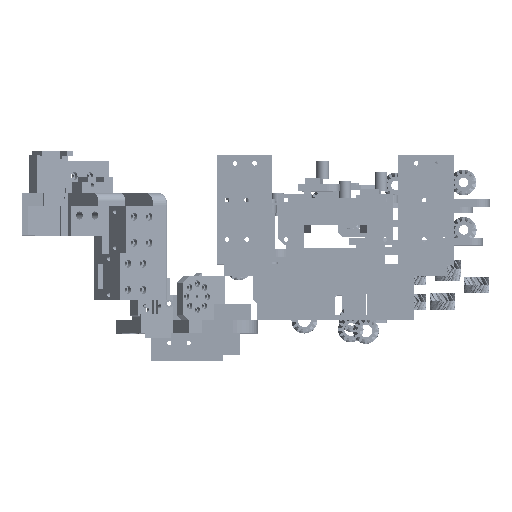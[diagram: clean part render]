
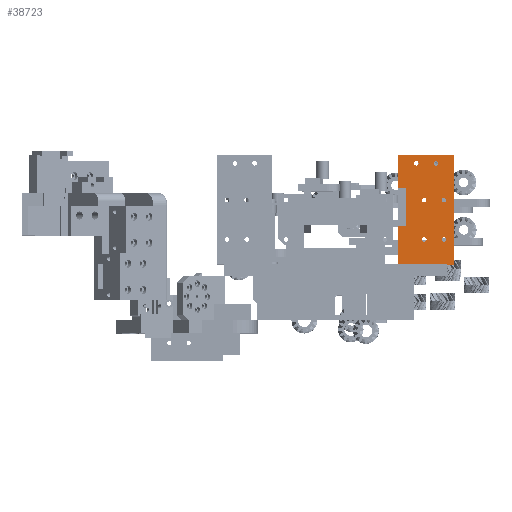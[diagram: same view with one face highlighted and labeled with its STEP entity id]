
A CAD part, top view. The second image highlights one B-rep face of the part: STEP entity #38723.
In plain terms, the highlighted planar face has unit normal (0, 0, 1).
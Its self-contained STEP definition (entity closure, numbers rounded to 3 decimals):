
#4715=FACE_BOUND('',#9839,.T.);
#4716=FACE_BOUND('',#9840,.T.);
#4717=FACE_BOUND('',#9841,.T.);
#4718=FACE_BOUND('',#9842,.T.);
#4719=FACE_BOUND('',#9843,.T.);
#4720=FACE_BOUND('',#9844,.T.);
#5461=PLANE('',#41567);
#7477=FACE_OUTER_BOUND('',#9838,.T.);
#9838=EDGE_LOOP('',(#34434,#34435,#34436,#34437,#34438,#34439,#34440,#34441,
#34442));
#9839=EDGE_LOOP('',(#34443));
#9840=EDGE_LOOP('',(#34444));
#9841=EDGE_LOOP('',(#34445));
#9842=EDGE_LOOP('',(#34446));
#9843=EDGE_LOOP('',(#34447));
#9844=EDGE_LOOP('',(#34448));
#11720=LINE('',#99187,#14081);
#12011=LINE('',#99947,#14372);
#12015=LINE('',#99955,#14376);
#12018=LINE('',#99961,#14379);
#12022=LINE('',#99968,#14383);
#12023=LINE('',#99970,#14384);
#12024=LINE('',#99972,#14385);
#12025=LINE('',#99974,#14386);
#12026=LINE('',#99975,#14387);
#14081=VECTOR('',#47214,10.);
#14372=VECTOR('',#47887,10.);
#14376=VECTOR('',#47893,10.);
#14379=VECTOR('',#47898,10.);
#14383=VECTOR('',#47906,10.);
#14384=VECTOR('',#47907,10.);
#14385=VECTOR('',#47908,10.);
#14386=VECTOR('',#47909,10.);
#14387=VECTOR('',#47910,10.);
#16039=CIRCLE('',#41311,1.4);
#16041=CIRCLE('',#41314,1.4);
#16043=CIRCLE('',#41317,1.4);
#16045=CIRCLE('',#41320,1.4);
#16047=CIRCLE('',#41323,1.4);
#16049=CIRCLE('',#41326,1.4);
#19017=VERTEX_POINT('',#98998);
#19019=VERTEX_POINT('',#99004);
#19021=VERTEX_POINT('',#99010);
#19023=VERTEX_POINT('',#99016);
#19025=VERTEX_POINT('',#99022);
#19027=VERTEX_POINT('',#99028);
#19086=VERTEX_POINT('',#99184);
#19087=VERTEX_POINT('',#99186);
#19364=VERTEX_POINT('',#99945);
#19365=VERTEX_POINT('',#99946);
#19368=VERTEX_POINT('',#99954);
#19370=VERTEX_POINT('',#99960);
#19372=VERTEX_POINT('',#99969);
#19373=VERTEX_POINT('',#99971);
#19374=VERTEX_POINT('',#99973);
#24069=EDGE_CURVE('',#19017,#19017,#16039,.T.);
#24072=EDGE_CURVE('',#19019,#19019,#16041,.T.);
#24075=EDGE_CURVE('',#19021,#19021,#16043,.T.);
#24078=EDGE_CURVE('',#19023,#19023,#16045,.T.);
#24081=EDGE_CURVE('',#19025,#19025,#16047,.T.);
#24084=EDGE_CURVE('',#19027,#19027,#16049,.T.);
#24159=EDGE_CURVE('',#19087,#19086,#11720,.T.);
#24529=EDGE_CURVE('',#19364,#19365,#12011,.T.);
#24533=EDGE_CURVE('',#19365,#19368,#12015,.T.);
#24536=EDGE_CURVE('',#19368,#19370,#12018,.T.);
#24540=EDGE_CURVE('',#19370,#19087,#12022,.T.);
#24541=EDGE_CURVE('',#19086,#19372,#12023,.T.);
#24542=EDGE_CURVE('',#19372,#19373,#12024,.T.);
#24543=EDGE_CURVE('',#19373,#19374,#12025,.T.);
#24544=EDGE_CURVE('',#19374,#19364,#12026,.T.);
#34434=ORIENTED_EDGE('',*,*,#24529,.T.);
#34435=ORIENTED_EDGE('',*,*,#24533,.T.);
#34436=ORIENTED_EDGE('',*,*,#24536,.T.);
#34437=ORIENTED_EDGE('',*,*,#24540,.T.);
#34438=ORIENTED_EDGE('',*,*,#24159,.T.);
#34439=ORIENTED_EDGE('',*,*,#24541,.T.);
#34440=ORIENTED_EDGE('',*,*,#24542,.T.);
#34441=ORIENTED_EDGE('',*,*,#24543,.T.);
#34442=ORIENTED_EDGE('',*,*,#24544,.T.);
#34443=ORIENTED_EDGE('',*,*,#24069,.T.);
#34444=ORIENTED_EDGE('',*,*,#24072,.T.);
#34445=ORIENTED_EDGE('',*,*,#24075,.T.);
#34446=ORIENTED_EDGE('',*,*,#24078,.T.);
#34447=ORIENTED_EDGE('',*,*,#24081,.T.);
#34448=ORIENTED_EDGE('',*,*,#24084,.T.);
#38723=ADVANCED_FACE('',(#7477,#4715,#4716,#4717,#4718,#4719,#4720),#5461,
 .F.);
#41311=AXIS2_PLACEMENT_3D('',#98999,#47034,#47035);
#41314=AXIS2_PLACEMENT_3D('',#99005,#47041,#47042);
#41317=AXIS2_PLACEMENT_3D('',#99011,#47048,#47049);
#41320=AXIS2_PLACEMENT_3D('',#99017,#47055,#47056);
#41323=AXIS2_PLACEMENT_3D('',#99023,#47062,#47063);
#41326=AXIS2_PLACEMENT_3D('',#99029,#47069,#47070);
#41567=AXIS2_PLACEMENT_3D('',#99967,#47904,#47905);
#47034=DIRECTION('center_axis',(0.,0.,-1.));
#47035=DIRECTION('ref_axis',(1.,0.,0.));
#47041=DIRECTION('center_axis',(0.,0.,-1.));
#47042=DIRECTION('ref_axis',(1.,0.,0.));
#47048=DIRECTION('center_axis',(0.,0.,-1.));
#47049=DIRECTION('ref_axis',(1.,0.,0.));
#47055=DIRECTION('center_axis',(0.,0.,-1.));
#47056=DIRECTION('ref_axis',(1.,0.,0.));
#47062=DIRECTION('center_axis',(0.,0.,-1.));
#47063=DIRECTION('ref_axis',(1.,0.,0.));
#47069=DIRECTION('center_axis',(0.,0.,-1.));
#47070=DIRECTION('ref_axis',(1.,0.,0.));
#47214=DIRECTION('',(1.,0.,0.));
#47887=DIRECTION('',(1.,0.,0.));
#47893=DIRECTION('',(0.,-1.,0.));
#47898=DIRECTION('',(-1.,0.,0.));
#47904=DIRECTION('center_axis',(0.,0.,-1.));
#47905=DIRECTION('ref_axis',(-1.,0.,0.));
#47906=DIRECTION('',(0.,-1.,0.));
#47907=DIRECTION('',(1.,0.,0.));
#47908=DIRECTION('',(0.,1.,0.));
#47909=DIRECTION('',(-1.,0.,0.));
#47910=DIRECTION('',(0.,-1.,0.));
#98998=CARTESIAN_POINT('',(83.899,47.25,-29.03));
#98999=CARTESIAN_POINT('Origin',(85.299,47.25,-29.03));
#99004=CARTESIAN_POINT('',(67.099,69.75,-29.03));
#99005=CARTESIAN_POINT('Origin',(68.499,69.75,-29.03));
#99010=CARTESIAN_POINT('',(71.899,23.25,-29.03));
#99011=CARTESIAN_POINT('Origin',(73.299,23.25,-29.03));
#99016=CARTESIAN_POINT('',(71.899,47.25,-29.03));
#99017=CARTESIAN_POINT('Origin',(73.299,47.25,-29.03));
#99022=CARTESIAN_POINT('',(79.099,69.75,-29.03));
#99023=CARTESIAN_POINT('Origin',(80.499,69.75,-29.03));
#99028=CARTESIAN_POINT('',(83.899,23.25,-29.03));
#99029=CARTESIAN_POINT('Origin',(85.299,23.25,-29.03));
#99184=CARTESIAN_POINT('',(87.099,8.,-29.03));
#99186=CARTESIAN_POINT('',(57.599,8.,-29.03));
#99187=CARTESIAN_POINT('',(91.599,8.,-29.03));
#99945=CARTESIAN_POINT('',(57.599,54.5,-29.03));
#99946=CARTESIAN_POINT('',(62.299,54.5,-29.03));
#99947=CARTESIAN_POINT('',(68.449,54.5,-29.03));
#99954=CARTESIAN_POINT('',(62.299,31.25,-29.03));
#99955=CARTESIAN_POINT('',(62.299,36.375,-29.03));
#99960=CARTESIAN_POINT('',(57.599,31.25,-29.03));
#99961=CARTESIAN_POINT('',(66.099,31.25,-29.03));
#99967=CARTESIAN_POINT('Origin',(74.599,41.5,-29.03));
#99968=CARTESIAN_POINT('',(57.599,8.,-29.03));
#99969=CARTESIAN_POINT('',(91.599,8.,-29.03));
#99970=CARTESIAN_POINT('',(91.599,8.,-29.03));
#99971=CARTESIAN_POINT('',(91.599,75.,-29.03));
#99972=CARTESIAN_POINT('',(91.599,75.,-29.03));
#99973=CARTESIAN_POINT('',(57.599,75.,-29.03));
#99974=CARTESIAN_POINT('',(57.599,75.,-29.03));
#99975=CARTESIAN_POINT('',(57.599,8.,-29.03));
